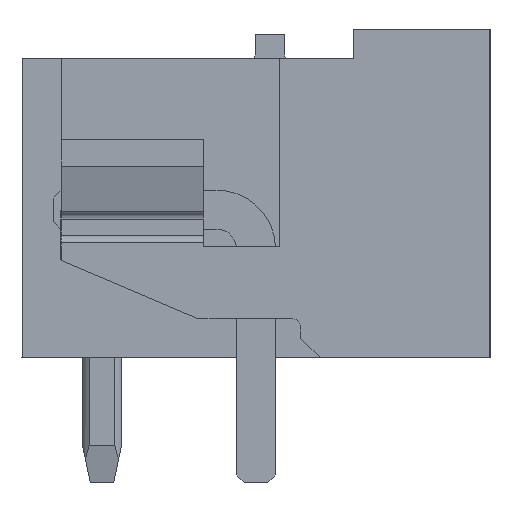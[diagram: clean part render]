
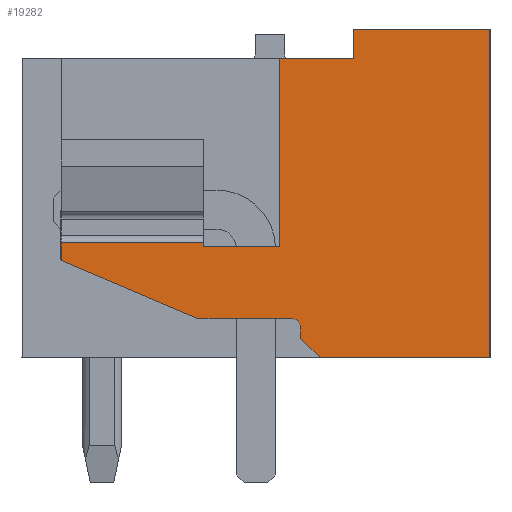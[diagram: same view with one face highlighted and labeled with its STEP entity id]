
A CAD part, left-side view. The second image highlights one B-rep face of the part: STEP entity #19282.
In plain terms, the highlighted planar face has unit normal (-1, 0, 0).
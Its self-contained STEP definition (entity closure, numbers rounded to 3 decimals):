
#19026=AXIS2_PLACEMENT_3D('Circle Axis2P3D',#19024,#19025,$) ;
#19253=AXIS2_PLACEMENT_3D('Plane Axis2P3D',#19250,#19251,#19252) ;
#269=CARTESIAN_POINT('Vertex',(0.,3.5,11.63)) ;
#272=CARTESIAN_POINT('Line Origine',(0.,1.75,11.63)) ;
#276=CARTESIAN_POINT('Vertex',(0.,0.,11.63)) ;
#1031=CARTESIAN_POINT('Vertex',(0.,5.4,10.88)) ;
#1034=CARTESIAN_POINT('Line Origine',(0.,4.45,10.88)) ;
#1038=CARTESIAN_POINT('Vertex',(0.,3.5,10.88)) ;
#1718=CARTESIAN_POINT('Vertex',(0.,0.,3.2)) ;
#1721=CARTESIAN_POINT('Line Origine',(0.,2.177,3.2)) ;
#1725=CARTESIAN_POINT('Vertex',(0.,4.354,3.2)) ;
#9650=CARTESIAN_POINT('Line Origine',(0.,0.,7.415)) ;
#18574=CARTESIAN_POINT('Vertex',(0.,7.35,6.15)) ;
#18577=CARTESIAN_POINT('Line Origine',(0.,7.35,6.1)) ;
#18581=CARTESIAN_POINT('Vertex',(0.,7.35,6.05)) ;
#18688=CARTESIAN_POINT('Line Origine',(0.,9.175,6.15)) ;
#18692=CARTESIAN_POINT('Vertex',(0.,11.,6.15)) ;
#18914=CARTESIAN_POINT('Vertex',(0.,7.464,4.2)) ;
#18919=CARTESIAN_POINT('Line Origine',(0.,9.232,4.95)) ;
#18923=CARTESIAN_POINT('Vertex',(0.,11.,5.7)) ;
#18954=CARTESIAN_POINT('Vertex',(0.,5.054,4.2)) ;
#18959=CARTESIAN_POINT('Line Origine',(0.,6.259,4.2)) ;
#19019=CARTESIAN_POINT('Vertex',(0.,4.854,4.)) ;
#19024=CARTESIAN_POINT('Axis2P3D Location',(0.,5.054,4.)) ;
#19050=CARTESIAN_POINT('Vertex',(0.,4.854,3.7)) ;
#19055=CARTESIAN_POINT('Line Origine',(0.,4.854,3.85)) ;
#19077=CARTESIAN_POINT('Line Origine',(0.,4.604,3.45)) ;
#19103=CARTESIAN_POINT('Vertex',(0.,5.4,6.05)) ;
#19108=CARTESIAN_POINT('Line Origine',(0.,5.4,8.465)) ;
#19158=CARTESIAN_POINT('Line Origine',(0.,6.375,6.05)) ;
#19250=CARTESIAN_POINT('Axis2P3D Location',(0.,0.,0.)) ;
#19255=CARTESIAN_POINT('Line Origine',(0.,11.,5.925)) ;
#19260=CARTESIAN_POINT('Line Origine',(0.,3.5,11.255)) ;
#273=DIRECTION('Vector Direction',(0.,-1.,0.)) ;
#1035=DIRECTION('Vector Direction',(0.,1.,0.)) ;
#1722=DIRECTION('Vector Direction',(0.,1.,0.)) ;
#9651=DIRECTION('Vector Direction',(0.,0.,-1.)) ;
#18578=DIRECTION('Vector Direction',(0.,0.,1.)) ;
#18689=DIRECTION('Vector Direction',(0.,1.,0.)) ;
#18920=DIRECTION('Vector Direction',(0.,-0.921,-0.391)) ;
#18960=DIRECTION('Vector Direction',(0.,-1.,0.)) ;
#19025=DIRECTION('Axis2P3D Direction',(-1.,0.,0.)) ;
#19056=DIRECTION('Vector Direction',(0.,0.,-1.)) ;
#19078=DIRECTION('Vector Direction',(0.,-0.707,-0.707)) ;
#19109=DIRECTION('Vector Direction',(0.,0.,1.)) ;
#19159=DIRECTION('Vector Direction',(0.,1.,0.)) ;
#19251=DIRECTION('Axis2P3D Direction',(-1.,0.,0.)) ;
#19252=DIRECTION('Axis2P3D XDirection',(0.,-1.,0.)) ;
#19256=DIRECTION('Vector Direction',(0.,0.,-1.)) ;
#19261=DIRECTION('Vector Direction',(0.,0.,1.)) ;
#274=VECTOR('Line Direction',#273,1.) ;
#1036=VECTOR('Line Direction',#1035,1.) ;
#1723=VECTOR('Line Direction',#1722,1.) ;
#9652=VECTOR('Line Direction',#9651,1.) ;
#18579=VECTOR('Line Direction',#18578,1.) ;
#18690=VECTOR('Line Direction',#18689,1.) ;
#18921=VECTOR('Line Direction',#18920,1.) ;
#18961=VECTOR('Line Direction',#18960,1.) ;
#19057=VECTOR('Line Direction',#19056,1.) ;
#19079=VECTOR('Line Direction',#19078,1.) ;
#19110=VECTOR('Line Direction',#19109,1.) ;
#19160=VECTOR('Line Direction',#19159,1.) ;
#19257=VECTOR('Line Direction',#19256,1.) ;
#19262=VECTOR('Line Direction',#19261,1.) ;
#19266=ORIENTED_EDGE('',*,*,#18583,.T.) ;
#19267=ORIENTED_EDGE('',*,*,#18694,.T.) ;
#19268=ORIENTED_EDGE('',*,*,#19259,.F.) ;
#19269=ORIENTED_EDGE('',*,*,#18925,.F.) ;
#19270=ORIENTED_EDGE('',*,*,#18963,.F.) ;
#19271=ORIENTED_EDGE('',*,*,#19028,.F.) ;
#19272=ORIENTED_EDGE('',*,*,#19059,.F.) ;
#19273=ORIENTED_EDGE('',*,*,#19081,.F.) ;
#19274=ORIENTED_EDGE('',*,*,#1727,.T.) ;
#19275=ORIENTED_EDGE('',*,*,#9654,.T.) ;
#19276=ORIENTED_EDGE('',*,*,#278,.T.) ;
#19277=ORIENTED_EDGE('',*,*,#19264,.T.) ;
#19278=ORIENTED_EDGE('',*,*,#1040,.T.) ;
#19279=ORIENTED_EDGE('',*,*,#19112,.F.) ;
#19280=ORIENTED_EDGE('',*,*,#19162,.F.) ;
#19282=ADVANCED_FACE('Housing',(#19281),#19254,.T.) ;
#19027=CIRCLE('generated circle',#19026,0.2) ;
#278=EDGE_CURVE('',#277,#270,#275,.F.) ;
#1040=EDGE_CURVE('',#1039,#1032,#1037,.T.) ;
#1727=EDGE_CURVE('',#1726,#1719,#1724,.F.) ;
#9654=EDGE_CURVE('',#1719,#277,#9653,.F.) ;
#18583=EDGE_CURVE('',#18582,#18575,#18580,.T.) ;
#18694=EDGE_CURVE('',#18575,#18693,#18691,.T.) ;
#18925=EDGE_CURVE('',#18915,#18924,#18922,.F.) ;
#18963=EDGE_CURVE('',#18955,#18915,#18962,.F.) ;
#19028=EDGE_CURVE('',#19020,#18955,#19027,.T.) ;
#19059=EDGE_CURVE('',#19051,#19020,#19058,.F.) ;
#19081=EDGE_CURVE('',#1726,#19051,#19080,.F.) ;
#19112=EDGE_CURVE('',#19104,#1032,#19111,.T.) ;
#19162=EDGE_CURVE('',#18582,#19104,#19161,.F.) ;
#19259=EDGE_CURVE('',#18924,#18693,#19258,.F.) ;
#19264=EDGE_CURVE('',#270,#1039,#19263,.F.) ;
#19265=EDGE_LOOP('',(#19266,#19267,#19268,#19269,#19270,#19271,#19272,#19273,#19274,#19275,#19276,#19277,#19278,#19279,#19280)) ;
#19281=FACE_OUTER_BOUND('',#19265,.T.) ;
#275=LINE('Line',#272,#274) ;
#1037=LINE('Line',#1034,#1036) ;
#1724=LINE('Line',#1721,#1723) ;
#9653=LINE('Line',#9650,#9652) ;
#18580=LINE('Line',#18577,#18579) ;
#18691=LINE('Line',#18688,#18690) ;
#18922=LINE('Line',#18919,#18921) ;
#18962=LINE('Line',#18959,#18961) ;
#19058=LINE('Line',#19055,#19057) ;
#19080=LINE('Line',#19077,#19079) ;
#19111=LINE('Line',#19108,#19110) ;
#19161=LINE('Line',#19158,#19160) ;
#19258=LINE('Line',#19255,#19257) ;
#19263=LINE('Line',#19260,#19262) ;
#19254=PLANE('',#19253) ;
#270=VERTEX_POINT('',#269) ;
#277=VERTEX_POINT('',#276) ;
#1032=VERTEX_POINT('',#1031) ;
#1039=VERTEX_POINT('',#1038) ;
#1719=VERTEX_POINT('',#1718) ;
#1726=VERTEX_POINT('',#1725) ;
#18575=VERTEX_POINT('',#18574) ;
#18582=VERTEX_POINT('',#18581) ;
#18693=VERTEX_POINT('',#18692) ;
#18915=VERTEX_POINT('',#18914) ;
#18924=VERTEX_POINT('',#18923) ;
#18955=VERTEX_POINT('',#18954) ;
#19020=VERTEX_POINT('',#19019) ;
#19051=VERTEX_POINT('',#19050) ;
#19104=VERTEX_POINT('',#19103) ;
